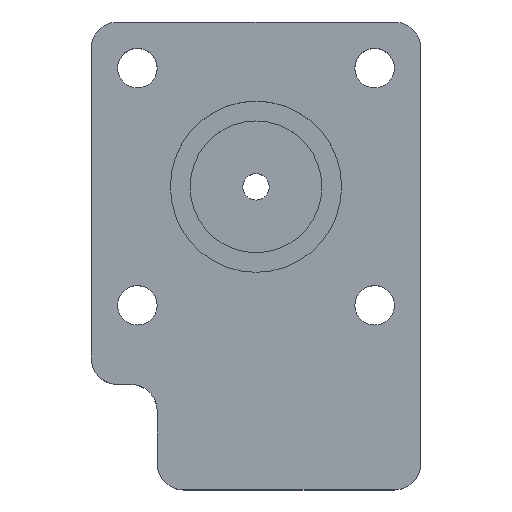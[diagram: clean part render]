
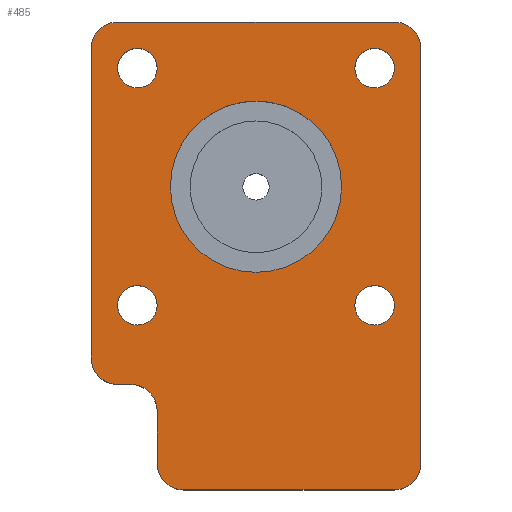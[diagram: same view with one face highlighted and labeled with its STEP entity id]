
A CAD part, top view. The second image highlights one B-rep face of the part: STEP entity #485.
In plain terms, the highlighted planar face has unit normal (0, 0, 1).
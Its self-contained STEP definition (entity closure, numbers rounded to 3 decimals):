
#27=FACE_BOUND('',#111,.T.);
#28=FACE_BOUND('',#112,.T.);
#29=FACE_BOUND('',#113,.T.);
#30=FACE_BOUND('',#114,.T.);
#31=FACE_BOUND('',#115,.T.);
#49=PLANE('',#539);
#70=FACE_OUTER_BOUND('',#110,.T.);
#110=EDGE_LOOP('',(#395,#396,#397,#398,#399,#400,#401,#402,#403,#404,#405,
#406));
#111=EDGE_LOOP('',(#407));
#112=EDGE_LOOP('',(#408));
#113=EDGE_LOOP('',(#409));
#114=EDGE_LOOP('',(#410));
#115=EDGE_LOOP('',(#411));
#143=LINE('',#734,#169);
#152=LINE('',#776,#178);
#155=LINE('',#784,#181);
#157=LINE('',#831,#183);
#158=LINE('',#836,#184);
#159=LINE('',#839,#185);
#169=VECTOR('',#579,21.);
#178=VECTOR('',#618,1.);
#181=VECTOR('',#627,31.5);
#183=VECTOR('',#659,23.5);
#184=VECTOR('',#664,4.);
#185=VECTOR('',#667,16.);
#192=CIRCLE('',#504,2.);
#204=CIRCLE('',#519,2.);
#205=CIRCLE('',#522,2.);
#206=CIRCLE('',#525,2.);
#213=CIRCLE('',#540,2.);
#214=CIRCLE('',#541,2.);
#215=CIRCLE('',#542,1.5);
#216=CIRCLE('',#543,1.5);
#217=CIRCLE('',#544,1.5);
#218=CIRCLE('',#545,1.5);
#219=CIRCLE('',#546,6.5);
#226=VERTEX_POINT('',#724);
#227=VERTEX_POINT('',#726);
#229=VERTEX_POINT('',#732);
#245=VERTEX_POINT('',#768);
#246=VERTEX_POINT('',#770);
#247=VERTEX_POINT('',#774);
#248=VERTEX_POINT('',#778);
#249=VERTEX_POINT('',#780);
#250=VERTEX_POINT('',#786);
#259=VERTEX_POINT('',#833);
#260=VERTEX_POINT('',#835);
#261=VERTEX_POINT('',#837);
#262=VERTEX_POINT('',#840);
#263=VERTEX_POINT('',#842);
#264=VERTEX_POINT('',#844);
#265=VERTEX_POINT('',#846);
#266=VERTEX_POINT('',#848);
#273=EDGE_CURVE('',#226,#227,#192,.T.);
#277=EDGE_CURVE('',#226,#229,#143,.T.);
#295=EDGE_CURVE('',#245,#246,#204,.T.);
#298=EDGE_CURVE('',#245,#247,#152,.T.);
#300=EDGE_CURVE('',#248,#249,#205,.T.);
#302=EDGE_CURVE('',#248,#227,#155,.T.);
#304=EDGE_CURVE('',#250,#229,#206,.T.);
#313=EDGE_CURVE('',#250,#246,#157,.T.);
#314=EDGE_CURVE('',#259,#247,#213,.T.);
#315=EDGE_CURVE('',#259,#260,#158,.T.);
#316=EDGE_CURVE('',#261,#260,#214,.T.);
#317=EDGE_CURVE('',#261,#249,#159,.T.);
#318=EDGE_CURVE('',#262,#262,#215,.T.);
#319=EDGE_CURVE('',#263,#263,#216,.T.);
#320=EDGE_CURVE('',#264,#264,#217,.T.);
#321=EDGE_CURVE('',#265,#265,#218,.T.);
#322=EDGE_CURVE('',#266,#266,#219,.T.);
#395=ORIENTED_EDGE('',*,*,#273,.F.);
#396=ORIENTED_EDGE('',*,*,#277,.T.);
#397=ORIENTED_EDGE('',*,*,#304,.F.);
#398=ORIENTED_EDGE('',*,*,#313,.T.);
#399=ORIENTED_EDGE('',*,*,#295,.F.);
#400=ORIENTED_EDGE('',*,*,#298,.T.);
#401=ORIENTED_EDGE('',*,*,#314,.F.);
#402=ORIENTED_EDGE('',*,*,#315,.T.);
#403=ORIENTED_EDGE('',*,*,#316,.F.);
#404=ORIENTED_EDGE('',*,*,#317,.T.);
#405=ORIENTED_EDGE('',*,*,#300,.F.);
#406=ORIENTED_EDGE('',*,*,#302,.T.);
#407=ORIENTED_EDGE('',*,*,#318,.T.);
#408=ORIENTED_EDGE('',*,*,#319,.T.);
#409=ORIENTED_EDGE('',*,*,#320,.T.);
#410=ORIENTED_EDGE('',*,*,#321,.T.);
#411=ORIENTED_EDGE('',*,*,#322,.T.);
#485=ADVANCED_FACE('',(#70,#27,#28,#29,#30,#31),#49,.T.);
#504=AXIS2_PLACEMENT_3D('',#727,#572,#573);
#519=AXIS2_PLACEMENT_3D('',#771,#612,#613);
#522=AXIS2_PLACEMENT_3D('',#781,#622,#623);
#525=AXIS2_PLACEMENT_3D('',#788,#631,#632);
#539=AXIS2_PLACEMENT_3D('',#832,#660,#661);
#540=AXIS2_PLACEMENT_3D('',#834,#662,#663);
#541=AXIS2_PLACEMENT_3D('',#838,#665,#666);
#542=AXIS2_PLACEMENT_3D('',#841,#668,#669);
#543=AXIS2_PLACEMENT_3D('',#843,#670,#671);
#544=AXIS2_PLACEMENT_3D('',#845,#672,#673);
#545=AXIS2_PLACEMENT_3D('',#847,#674,#675);
#546=AXIS2_PLACEMENT_3D('',#849,#676,#677);
#572=DIRECTION('center_axis',(0.,0.,-1.));
#573=DIRECTION('ref_axis',(0.707,0.707,0.));
#579=DIRECTION('',(-1.,0.,0.));
#612=DIRECTION('center_axis',(0.,0.,-1.));
#613=DIRECTION('ref_axis',(-0.707,-0.707,0.));
#618=DIRECTION('',(1.,0.,0.));
#622=DIRECTION('center_axis',(0.,0.,-1.));
#623=DIRECTION('ref_axis',(0.707,-0.707,0.));
#627=DIRECTION('',(0.,1.,0.));
#631=DIRECTION('center_axis',(0.,0.,-1.));
#632=DIRECTION('ref_axis',(-0.707,0.707,0.));
#659=DIRECTION('',(0.,-1.,0.));
#660=DIRECTION('center_axis',(0.,0.,1.));
#661=DIRECTION('ref_axis',(1.,0.,0.));
#662=DIRECTION('center_axis',(0.,0.,1.));
#663=DIRECTION('ref_axis',(0.707,0.707,0.));
#664=DIRECTION('',(0.,-1.,0.));
#665=DIRECTION('center_axis',(0.,0.,-1.));
#666=DIRECTION('ref_axis',(-0.707,-0.707,0.));
#667=DIRECTION('',(1.,0.,0.));
#668=DIRECTION('center_axis',(0.,0.,-1.));
#669=DIRECTION('ref_axis',(1.,0.,0.));
#670=DIRECTION('center_axis',(0.,0.,-1.));
#671=DIRECTION('ref_axis',(1.,0.,0.));
#672=DIRECTION('center_axis',(0.,0.,-1.));
#673=DIRECTION('ref_axis',(1.,0.,0.));
#674=DIRECTION('center_axis',(0.,0.,-1.));
#675=DIRECTION('ref_axis',(1.,0.,0.));
#676=DIRECTION('center_axis',(0.,0.,-1.));
#677=DIRECTION('ref_axis',(-1.,0.,0.));
#724=CARTESIAN_POINT('',(10.5,12.5,10.));
#726=CARTESIAN_POINT('',(12.5,10.5,10.));
#727=CARTESIAN_POINT('Origin',(10.5,10.5,10.));
#732=CARTESIAN_POINT('',(-10.5,12.5,10.));
#734=CARTESIAN_POINT('',(6.25,12.5,10.));
#768=CARTESIAN_POINT('',(-10.5,-15.,10.));
#770=CARTESIAN_POINT('',(-12.5,-13.,10.));
#771=CARTESIAN_POINT('Origin',(-10.5,-13.,10.));
#774=CARTESIAN_POINT('',(-9.5,-15.,10.));
#776=CARTESIAN_POINT('',(20.,-15.,10.));
#778=CARTESIAN_POINT('',(12.5,-21.,10.));
#780=CARTESIAN_POINT('',(10.5,-23.,10.));
#781=CARTESIAN_POINT('Origin',(10.5,-21.,10.));
#784=CARTESIAN_POINT('',(12.5,-23.,10.));
#786=CARTESIAN_POINT('',(-12.5,10.5,10.));
#788=CARTESIAN_POINT('Origin',(-10.5,10.5,10.));
#831=CARTESIAN_POINT('',(-12.5,6.25,10.));
#832=CARTESIAN_POINT('Origin',(0.,0.,10.));
#833=CARTESIAN_POINT('',(-7.5,-17.,10.));
#834=CARTESIAN_POINT('Origin',(-9.5,-17.,10.));
#835=CARTESIAN_POINT('',(-7.5,-21.,10.));
#836=CARTESIAN_POINT('',(-7.5,-15.,10.));
#837=CARTESIAN_POINT('',(-5.5,-23.,10.));
#838=CARTESIAN_POINT('Origin',(-5.5,-21.,10.));
#839=CARTESIAN_POINT('',(5.5,-23.,10.));
#840=CARTESIAN_POINT('',(-10.5,-9.,10.));
#841=CARTESIAN_POINT('Origin',(-9.,-9.,10.));
#842=CARTESIAN_POINT('',(7.5,9.,10.));
#843=CARTESIAN_POINT('Origin',(9.,9.,10.));
#844=CARTESIAN_POINT('',(-10.5,9.,10.));
#845=CARTESIAN_POINT('Origin',(-9.,9.,10.));
#846=CARTESIAN_POINT('',(7.5,-9.,10.));
#847=CARTESIAN_POINT('Origin',(9.,-9.,10.));
#848=CARTESIAN_POINT('',(6.5,0.,10.));
#849=CARTESIAN_POINT('Origin',(0.,0.,10.));
